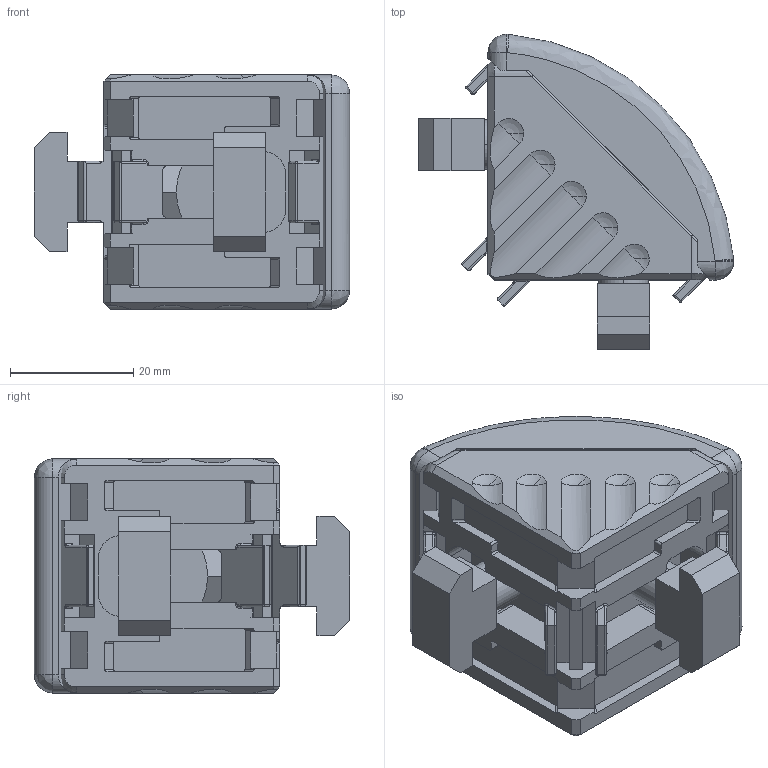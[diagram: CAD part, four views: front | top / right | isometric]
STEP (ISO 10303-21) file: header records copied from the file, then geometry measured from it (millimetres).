
FILE_DESCRIPTION((''),'2;1');
FILE_NAME('40x40 Gusset AND Cover.iam.stp','2011-06-02T21:58:42',(''),(''),'Autodesk Inventor 2011','Autodesk Inventor 2011','');
FILE_SCHEMA(('AUTOMOTIVE_DESIGN { 1 0 10303 214 1 1 1 1 }'));
Products named in the file (3): 40x40 Gusset AND Cover; 40x40 round cover cap; 40x40 gusset with fasteners
Assembly tree (2 placements, depth 2):
  40x40 Gusset AND Cover
    40x40 round cover cap
    40x40 gusset with fasteners
Bounding box: 51.17 x 51.16 x 38 mm (x, y, z)
Volume: 36666.8 mm3; surface area: 18193.7 mm2
Topology: 6 solids, 6 shells, 401 faces, 1064 edges, 637 vertices
Faces by surface type: plane 175, cylinder 135, sphere 31, cone 28, bspline 24, torus 8
Entity records: 16703 total; most frequent: CARTESIAN_POINT 7167, ORIENTED_EDGE 2046, DIRECTION 1869, EDGE_CURVE 1023, VERTEX_POINT 637, AXIS2_PLACEMENT_3D 628, VECTOR 613, LINE 613
